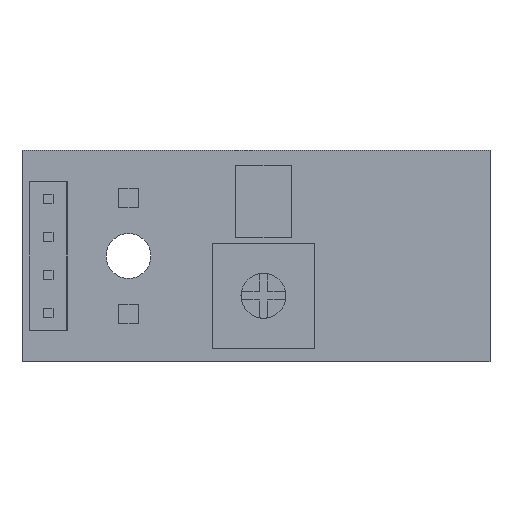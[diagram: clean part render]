
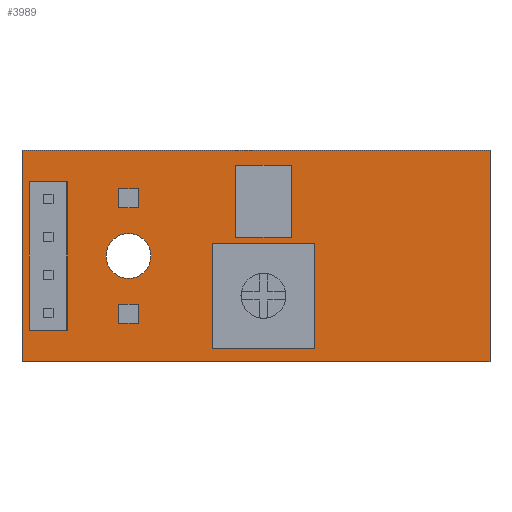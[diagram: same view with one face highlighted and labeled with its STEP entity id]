
A CAD part, front view. The second image highlights one B-rep face of the part: STEP entity #3989.
In plain terms, the highlighted face is planar.
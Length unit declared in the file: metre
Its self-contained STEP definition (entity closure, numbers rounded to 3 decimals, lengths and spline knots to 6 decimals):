
#90=LINE('',#6065,#619);
#91=LINE('',#6068,#620);
#92=LINE('',#6070,#621);
#93=LINE('',#6072,#622);
#94=LINE('',#6073,#623);
#95=LINE('',#6076,#624);
#96=LINE('',#6078,#625);
#97=LINE('',#6080,#626);
#98=LINE('',#6081,#627);
#99=LINE('',#6084,#628);
#100=LINE('',#6086,#629);
#101=LINE('',#6088,#630);
#102=LINE('',#6089,#631);
#103=LINE('',#6092,#632);
#104=LINE('',#6094,#633);
#105=LINE('',#6096,#634);
#106=LINE('',#6097,#635);
#107=LINE('',#6100,#636);
#108=LINE('',#6102,#637);
#109=LINE('',#6104,#638);
#110=LINE('',#6107,#639);
#111=LINE('',#6110,#640);
#112=LINE('',#6112,#641);
#113=LINE('',#6114,#642);
#619=VECTOR('',#5007,1.);
#620=VECTOR('',#5008,1.);
#621=VECTOR('',#5009,1.);
#622=VECTOR('',#5010,1.);
#623=VECTOR('',#5011,1.);
#624=VECTOR('',#5012,1.);
#625=VECTOR('',#5013,1.);
#626=VECTOR('',#5014,1.);
#627=VECTOR('',#5015,1.);
#628=VECTOR('',#5016,1.);
#629=VECTOR('',#5017,1.);
#630=VECTOR('',#5018,1.);
#631=VECTOR('',#5019,1.);
#632=VECTOR('',#5020,1.);
#633=VECTOR('',#5021,1.);
#634=VECTOR('',#5022,1.);
#635=VECTOR('',#5023,1.);
#636=VECTOR('',#5024,1.);
#637=VECTOR('',#5025,1.);
#638=VECTOR('',#5026,1.);
#639=VECTOR('',#5029,1.);
#640=VECTOR('',#5030,1.);
#641=VECTOR('',#5031,1.);
#642=VECTOR('',#5032,1.);
#1149=ORIENTED_EDGE('',*,*,#2267,.T.);
#1150=ORIENTED_EDGE('',*,*,#2268,.T.);
#1151=ORIENTED_EDGE('',*,*,#2269,.F.);
#1152=ORIENTED_EDGE('',*,*,#2270,.F.);
#1153=ORIENTED_EDGE('',*,*,#2271,.T.);
#1154=ORIENTED_EDGE('',*,*,#2272,.T.);
#1155=ORIENTED_EDGE('',*,*,#2273,.F.);
#1156=ORIENTED_EDGE('',*,*,#2274,.F.);
#1157=ORIENTED_EDGE('',*,*,#2275,.T.);
#1158=ORIENTED_EDGE('',*,*,#2276,.T.);
#1159=ORIENTED_EDGE('',*,*,#2277,.F.);
#1160=ORIENTED_EDGE('',*,*,#2278,.F.);
#1161=ORIENTED_EDGE('',*,*,#2279,.T.);
#1162=ORIENTED_EDGE('',*,*,#2280,.T.);
#1163=ORIENTED_EDGE('',*,*,#2281,.F.);
#1164=ORIENTED_EDGE('',*,*,#2282,.F.);
#1165=ORIENTED_EDGE('',*,*,#2283,.F.);
#1166=ORIENTED_EDGE('',*,*,#2284,.T.);
#1167=ORIENTED_EDGE('',*,*,#2285,.T.);
#1168=ORIENTED_EDGE('',*,*,#2286,.F.);
#1169=ORIENTED_EDGE('',*,*,#2287,.F.);
#1170=ORIENTED_EDGE('',*,*,#2288,.F.);
#1171=ORIENTED_EDGE('',*,*,#2289,.T.);
#1172=ORIENTED_EDGE('',*,*,#2290,.T.);
#1173=ORIENTED_EDGE('',*,*,#2291,.F.);
#2267=EDGE_CURVE('',#2826,#2827,#90,.T.);
#2268=EDGE_CURVE('',#2827,#2828,#91,.T.);
#2269=EDGE_CURVE('',#2829,#2828,#92,.T.);
#2270=EDGE_CURVE('',#2826,#2829,#93,.T.);
#2271=EDGE_CURVE('',#2830,#2831,#94,.T.);
#2272=EDGE_CURVE('',#2831,#2832,#95,.T.);
#2273=EDGE_CURVE('',#2833,#2832,#96,.T.);
#2274=EDGE_CURVE('',#2830,#2833,#97,.T.);
#2275=EDGE_CURVE('',#2834,#2835,#98,.T.);
#2276=EDGE_CURVE('',#2835,#2836,#99,.T.);
#2277=EDGE_CURVE('',#2837,#2836,#100,.T.);
#2278=EDGE_CURVE('',#2834,#2837,#101,.T.);
#2279=EDGE_CURVE('',#2838,#2839,#102,.T.);
#2280=EDGE_CURVE('',#2839,#2840,#103,.T.);
#2281=EDGE_CURVE('',#2841,#2840,#104,.T.);
#2282=EDGE_CURVE('',#2838,#2841,#105,.T.);
#2283=EDGE_CURVE('',#2842,#2843,#106,.T.);
#2284=EDGE_CURVE('',#2842,#2844,#107,.T.);
#2285=EDGE_CURVE('',#2844,#2845,#108,.T.);
#2286=EDGE_CURVE('',#2843,#2845,#109,.T.);
#2287=EDGE_CURVE('',#2846,#2846,#3193,.T.);
#2288=EDGE_CURVE('',#2847,#2848,#110,.T.);
#2289=EDGE_CURVE('',#2847,#2849,#111,.T.);
#2290=EDGE_CURVE('',#2849,#2850,#112,.T.);
#2291=EDGE_CURVE('',#2848,#2850,#113,.T.);
#2826=VERTEX_POINT('',#6066);
#2827=VERTEX_POINT('',#6067);
#2828=VERTEX_POINT('',#6069);
#2829=VERTEX_POINT('',#6071);
#2830=VERTEX_POINT('',#6074);
#2831=VERTEX_POINT('',#6075);
#2832=VERTEX_POINT('',#6077);
#2833=VERTEX_POINT('',#6079);
#2834=VERTEX_POINT('',#6082);
#2835=VERTEX_POINT('',#6083);
#2836=VERTEX_POINT('',#6085);
#2837=VERTEX_POINT('',#6087);
#2838=VERTEX_POINT('',#6090);
#2839=VERTEX_POINT('',#6091);
#2840=VERTEX_POINT('',#6093);
#2841=VERTEX_POINT('',#6095);
#2842=VERTEX_POINT('',#6098);
#2843=VERTEX_POINT('',#6099);
#2844=VERTEX_POINT('',#6101);
#2845=VERTEX_POINT('',#6103);
#2846=VERTEX_POINT('',#6106);
#2847=VERTEX_POINT('',#6108);
#2848=VERTEX_POINT('',#6109);
#2849=VERTEX_POINT('',#6111);
#2850=VERTEX_POINT('',#6113);
#3193=CIRCLE('',#4735,0.0015);
#3220=EDGE_LOOP('',(#1149,#1150,#1151,#1152));
#3221=EDGE_LOOP('',(#1153,#1154,#1155,#1156));
#3222=EDGE_LOOP('',(#1157,#1158,#1159,#1160));
#3223=EDGE_LOOP('',(#1161,#1162,#1163,#1164));
#3224=EDGE_LOOP('',(#1165,#1166,#1167,#1168));
#3225=EDGE_LOOP('',(#1169));
#3226=EDGE_LOOP('',(#1170,#1171,#1172,#1173));
#3466=FACE_BOUND('',#3220,.T.);
#3467=FACE_BOUND('',#3221,.T.);
#3468=FACE_BOUND('',#3222,.T.);
#3469=FACE_BOUND('',#3223,.T.);
#3470=FACE_BOUND('',#3224,.T.);
#3471=FACE_BOUND('',#3225,.T.);
#3472=FACE_BOUND('',#3226,.T.);
#3711=PLANE('',#4734);
#3989=ADVANCED_FACE('',(#3466,#3467,#3468,#3469,#3470,#3471,#3472),#3711,
 .T.);
#4734=AXIS2_PLACEMENT_3D('',#6064,#5005,#5006);
#4735=AXIS2_PLACEMENT_3D('',#6105,#5027,#5028);
#5005=DIRECTION('',(0.,0.,1.));
#5006=DIRECTION('',(1.,0.,0.));
#5007=DIRECTION('',(1.,0.,0.));
#5008=DIRECTION('',(0.,-1.,0.));
#5009=DIRECTION('',(1.,0.,0.));
#5010=DIRECTION('',(0.,-1.,0.));
#5011=DIRECTION('',(0.,1.,0.));
#5012=DIRECTION('',(1.,0.,0.));
#5013=DIRECTION('',(0.,1.,0.));
#5014=DIRECTION('',(1.,0.,0.));
#5015=DIRECTION('',(1.,0.,0.));
#5016=DIRECTION('',(0.,-1.,0.));
#5017=DIRECTION('',(1.,0.,0.));
#5018=DIRECTION('',(0.,-1.,0.));
#5019=DIRECTION('',(1.,0.,0.));
#5020=DIRECTION('',(0.,-1.,0.));
#5021=DIRECTION('',(1.,0.,0.));
#5022=DIRECTION('',(0.,-1.,0.));
#5023=DIRECTION('',(0.,1.,0.));
#5024=DIRECTION('',(1.,0.,0.));
#5025=DIRECTION('',(0.,1.,0.));
#5026=DIRECTION('',(1.,0.,0.));
#5027=DIRECTION('',(0.,0.,1.));
#5028=DIRECTION('',(1.,0.,0.));
#5029=DIRECTION('',(0.,-1.,0.));
#5030=DIRECTION('',(1.,0.,0.));
#5031=DIRECTION('',(0.,-1.,0.));
#5032=DIRECTION('',(1.,0.,0.));
#6064=CARTESIAN_POINT('',(0.0156,0.00705,0.));
#6065=CARTESIAN_POINT('',(0.0071,0.00385,0.));
#6066=CARTESIAN_POINT('',(0.006465,0.00385,0.));
#6067=CARTESIAN_POINT('',(0.007735,0.00385,0.));
#6068=CARTESIAN_POINT('',(0.007735,0.003215,0.));
#6069=CARTESIAN_POINT('',(0.007735,0.00258,0.));
#6070=CARTESIAN_POINT('',(0.0071,0.00258,0.));
#6071=CARTESIAN_POINT('',(0.006465,0.00258,0.));
#6072=CARTESIAN_POINT('',(0.006465,0.003215,0.));
#6073=CARTESIAN_POINT('',(0.006465,0.010885,0.));
#6074=CARTESIAN_POINT('',(0.006465,0.01025,0.));
#6075=CARTESIAN_POINT('',(0.006465,0.01152,0.));
#6076=CARTESIAN_POINT('',(0.0071,0.01152,0.));
#6077=CARTESIAN_POINT('',(0.007735,0.01152,0.));
#6078=CARTESIAN_POINT('',(0.007735,0.010885,0.));
#6079=CARTESIAN_POINT('',(0.007735,0.01025,0.));
#6080=CARTESIAN_POINT('',(0.0071,0.01025,0.));
#6081=CARTESIAN_POINT('',(0.00175,0.012,0.));
#6082=CARTESIAN_POINT('',(0.0005,0.012,0.));
#6083=CARTESIAN_POINT('',(0.003,0.012,0.));
#6084=CARTESIAN_POINT('',(0.003,0.00705,0.));
#6085=CARTESIAN_POINT('',(0.003,0.0021,0.));
#6086=CARTESIAN_POINT('',(0.00175,0.0021,0.));
#6087=CARTESIAN_POINT('',(0.0005,0.0021,0.));
#6088=CARTESIAN_POINT('',(0.0005,0.00705,0.));
#6089=CARTESIAN_POINT('',(0.0161,0.0131,0.));
#6090=CARTESIAN_POINT('',(0.01425,0.0131,0.));
#6091=CARTESIAN_POINT('',(0.01795,0.0131,0.));
#6092=CARTESIAN_POINT('',(0.01795,0.0107,0.));
#6093=CARTESIAN_POINT('',(0.01795,0.0083,0.));
#6094=CARTESIAN_POINT('',(0.0161,0.0083,0.));
#6095=CARTESIAN_POINT('',(0.01425,0.0083,0.));
#6096=CARTESIAN_POINT('',(0.01425,0.0107,0.));
#6097=CARTESIAN_POINT('',(0.,0.00705,0.));
#6098=CARTESIAN_POINT('',(0.,0.,0.));
#6099=CARTESIAN_POINT('',(0.,0.0141,0.));
#6100=CARTESIAN_POINT('',(0.0156,0.,0.));
#6101=CARTESIAN_POINT('',(0.0312,0.,0.));
#6102=CARTESIAN_POINT('',(0.0312,0.00705,0.));
#6103=CARTESIAN_POINT('',(0.0312,0.0141,0.));
#6104=CARTESIAN_POINT('',(0.0156,0.0141,0.));
#6105=CARTESIAN_POINT('',(0.0071,0.00705,0.));
#6106=CARTESIAN_POINT('',(0.0086,0.00705,0.));
#6107=CARTESIAN_POINT('',(0.0127,0.0044,0.));
#6108=CARTESIAN_POINT('',(0.0127,0.0079,0.));
#6109=CARTESIAN_POINT('',(0.0127,0.0009,0.));
#6110=CARTESIAN_POINT('',(0.0161,0.0079,0.));
#6111=CARTESIAN_POINT('',(0.0195,0.0079,0.));
#6112=CARTESIAN_POINT('',(0.0195,0.0044,0.));
#6113=CARTESIAN_POINT('',(0.0195,0.0009,0.));
#6114=CARTESIAN_POINT('',(0.0161,0.0009,0.));
